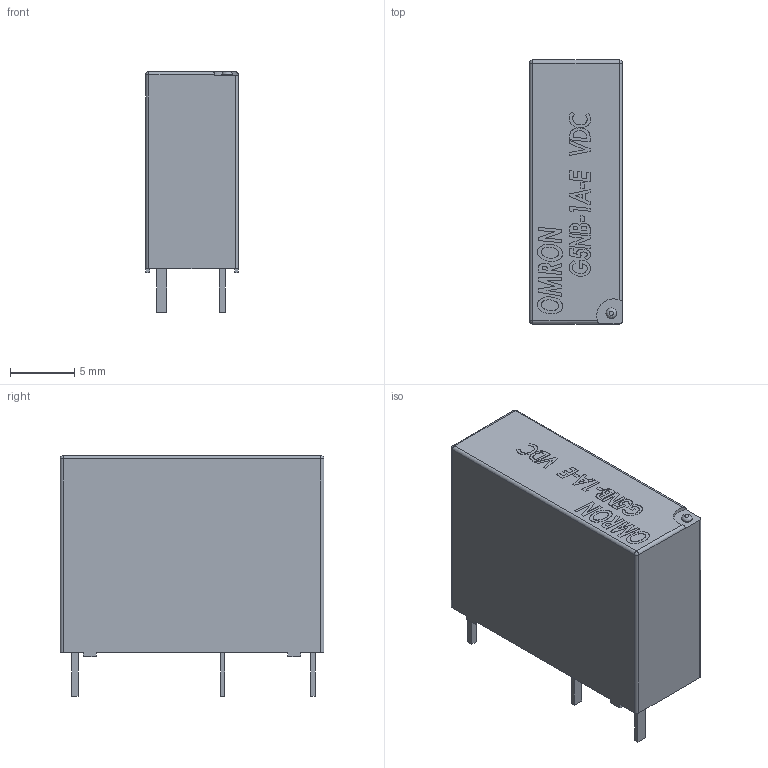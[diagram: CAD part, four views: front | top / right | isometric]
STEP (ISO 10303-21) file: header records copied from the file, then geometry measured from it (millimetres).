
FILE_DESCRIPTION(/* description */ (''),/* implementation_level */ '2;1');
FILE_NAME(/* name */ 'G5NB-1A_DC v1.step',/* time_stamp */ '2019-05-24T13:53:41-07:00',/* author */ (''),/* organization */ (''),/* preprocessor_version */ 'ST-DEVELOPER v18',/* originating_system */ 'Autodesk Translation Framework v8.2.0.1029',/* authorisation */ '');
FILE_SCHEMA (('AUTOMOTIVE_DESIGN { 1 0 10303 214 3 1 1 }'));
Length unit declared in the file: millimetre
Products named in the file (1): G5NB-1A_DC
Bounding box: 7.2 x 20.5 x 18.71 mm (x, y, z)
Volume: 2259.9 mm3; surface area: 1164.3 mm2
Topology: 1 solids, 1 shells, 256 faces, 671 edges, 443 vertices
Faces by surface type: plane 180, bspline 63, cylinder 10, sphere 3
Full cylindrical faces by diameter (mm): 0.826 x1
Entity records: 11644 total; most frequent: CARTESIAN_POINT 5490, ORIENTED_EDGE 1336, DIRECTION 953, EDGE_CURVE 668, LINE 519, VECTOR 519, VERTEX_POINT 443, EDGE_LOOP 285
